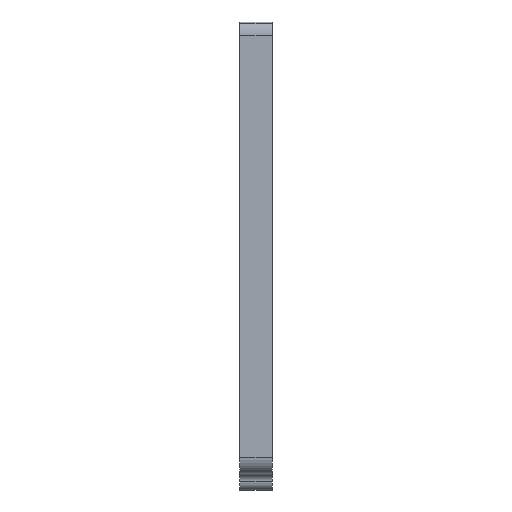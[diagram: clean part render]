
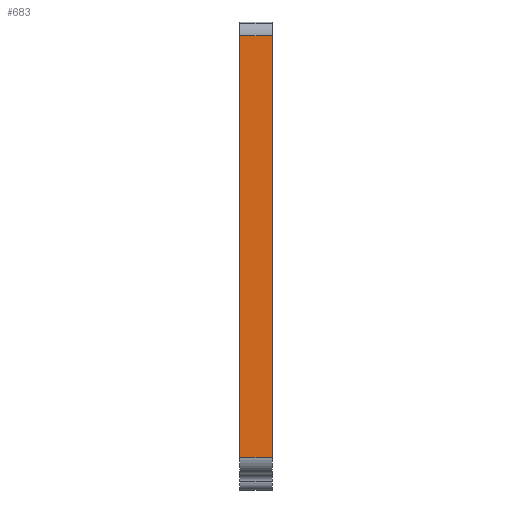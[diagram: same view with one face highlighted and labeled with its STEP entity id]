
A CAD part, left-side view. The second image highlights one B-rep face of the part: STEP entity #683.
In plain terms, the highlighted planar face has unit normal (-1, 0, 0).
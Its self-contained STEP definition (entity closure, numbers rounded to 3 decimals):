
#27=PLANE('',#773);
#53=FACE_OUTER_BOUND('',#89,.T.);
#89=EDGE_LOOP('',(#585,#586,#587,#588));
#120=LINE('',#1079,#182);
#135=LINE('',#1121,#197);
#153=LINE('',#1184,#215);
#154=LINE('',#1186,#216);
#182=VECTOR('',#852,10.);
#197=VECTOR('',#895,10.);
#215=VECTOR('',#963,10.);
#216=VECTOR('',#966,10.);
#300=VERTEX_POINT('',#1076);
#301=VERTEX_POINT('',#1078);
#313=VERTEX_POINT('',#1118);
#314=VERTEX_POINT('',#1120);
#371=EDGE_CURVE('',#300,#301,#120,.T.);
#392=EDGE_CURVE('',#313,#314,#135,.T.);
#425=EDGE_CURVE('',#314,#300,#153,.T.);
#426=EDGE_CURVE('',#301,#313,#154,.T.);
#585=ORIENTED_EDGE('',*,*,#425,.F.);
#586=ORIENTED_EDGE('',*,*,#392,.F.);
#587=ORIENTED_EDGE('',*,*,#426,.F.);
#588=ORIENTED_EDGE('',*,*,#371,.F.);
#683=ADVANCED_FACE('',(#53),#27,.T.);
#773=AXIS2_PLACEMENT_3D('',#1185,#964,#965);
#852=DIRECTION('',(0.,0.,-1.));
#895=DIRECTION('',(0.,0.,1.));
#963=DIRECTION('',(0.,-1.,0.));
#964=DIRECTION('center_axis',(-1.,0.,0.));
#965=DIRECTION('ref_axis',(0.,0.,1.));
#966=DIRECTION('',(0.,1.,0.));
#1076=CARTESIAN_POINT('',(-2.,0.,1.));
#1078=CARTESIAN_POINT('',(-2.,0.,-25.));
#1079=CARTESIAN_POINT('',(-2.,0.,2.));
#1118=CARTESIAN_POINT('',(-2.,2.,-25.));
#1120=CARTESIAN_POINT('',(-2.,2.,1.));
#1121=CARTESIAN_POINT('',(-2.,2.,2.));
#1184=CARTESIAN_POINT('',(-2.,0.,1.));
#1185=CARTESIAN_POINT('Origin',(-2.,0.,-26.));
#1186=CARTESIAN_POINT('',(-2.,0.,-25.));
